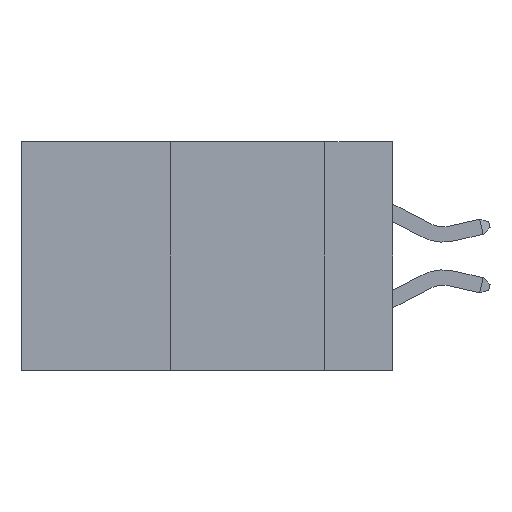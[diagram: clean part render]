
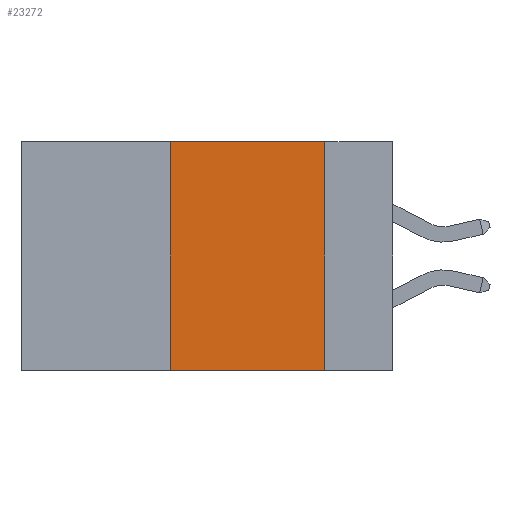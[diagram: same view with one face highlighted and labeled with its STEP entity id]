
A CAD part, left-side view. The second image highlights one B-rep face of the part: STEP entity #23272.
In plain terms, the highlighted planar face has unit normal (-1, 0, 0).
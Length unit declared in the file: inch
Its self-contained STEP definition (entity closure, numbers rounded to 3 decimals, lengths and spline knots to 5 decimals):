
#1055 = CARTESIAN_POINT ( 'NONE',  ( 0., 0.6, 0. ) ) ;
#1353 = EDGE_CURVE ( 'NONE', #25351, #2059, #24462, .T. ) ;
#2059 = VERTEX_POINT ( 'NONE', #30421 ) ;
#3767 = DIRECTION ( 'NONE',  ( 0., 0., -1. ) ) ;
#4691 = CARTESIAN_POINT ( 'NONE',  ( 0., 0.36, 0. ) ) ;
#4904 = ORIENTED_EDGE ( 'NONE', *, *, #31527, .F. ) ;
#5594 = EDGE_CURVE ( 'NONE', #6079, #2059, #23860, .T. ) ;
#6079 = VERTEX_POINT ( 'NONE', #19339 ) ;
#6293 = DIRECTION ( 'NONE',  ( 0., -1., 0. ) ) ;
#6561 = ORIENTED_EDGE ( 'NONE', *, *, #14380, .F. ) ;
#9707 = LINE ( 'NONE', #19246, #16666 ) ;
#12237 = DIRECTION ( 'NONE',  ( 0., 0., -1. ) ) ;
#13523 = ORIENTED_EDGE ( 'NONE', *, *, #5594, .T. ) ;
#14380 = EDGE_CURVE ( 'NONE', #6079, #29277, #22441, .T. ) ;
#16666 = VECTOR ( 'NONE', #6293, 39.37008 ) ;
#17777 = VECTOR ( 'NONE', #12237, 39.37008 ) ;
#18553 = FACE_OUTER_BOUND ( 'NONE', #25533, .T. ) ;
#19246 = CARTESIAN_POINT ( 'NONE',  ( 0., 0.6, 0. ) ) ;
#19338 = DIRECTION ( 'NONE',  ( 1., 0., 0. ) ) ;
#19339 = CARTESIAN_POINT ( 'NONE',  ( 0., 0.36, -0.37 ) ) ;
#20798 = CARTESIAN_POINT ( 'NONE',  ( 0., 0.36, 0. ) ) ;
#21675 = VECTOR ( 'NONE', #31485, 39.37008 ) ;
#22441 = LINE ( 'NONE', #20798, #21675 ) ;
#23066 = VECTOR ( 'NONE', #25140, 39.37008 ) ;
#23272 = ADVANCED_FACE ( 'NONE', ( #18553 ), #31770, .F. ) ;
#23860 = LINE ( 'NONE', #32554, #23066 ) ;
#24462 = LINE ( 'NONE', #24891, #17777 ) ;
#24606 = ORIENTED_EDGE ( 'NONE', *, *, #1353, .F. ) ;
#24891 = CARTESIAN_POINT ( 'NONE',  ( 0., 0.11, 0. ) ) ;
#25140 = DIRECTION ( 'NONE',  ( 0., -1., 0. ) ) ;
#25351 = VERTEX_POINT ( 'NONE', #27516 ) ;
#25533 = EDGE_LOOP ( 'NONE', ( #24606, #4904, #6561, #13523 ) ) ;
#26078 = AXIS2_PLACEMENT_3D ( 'NONE', #1055, #19338, #3767 ) ;
#27516 = CARTESIAN_POINT ( 'NONE',  ( 0., 0.11, 0. ) ) ;
#29277 = VERTEX_POINT ( 'NONE', #4691 ) ;
#30421 = CARTESIAN_POINT ( 'NONE',  ( 0., 0.11, -0.37 ) ) ;
#31485 = DIRECTION ( 'NONE',  ( 0., 0., 1. ) ) ;
#31527 = EDGE_CURVE ( 'NONE', #29277, #25351, #9707, .T. ) ;
#31770 = PLANE ( 'NONE',  #26078 ) ;
#32554 = CARTESIAN_POINT ( 'NONE',  ( 0., 0.6, -0.37 ) ) ;
